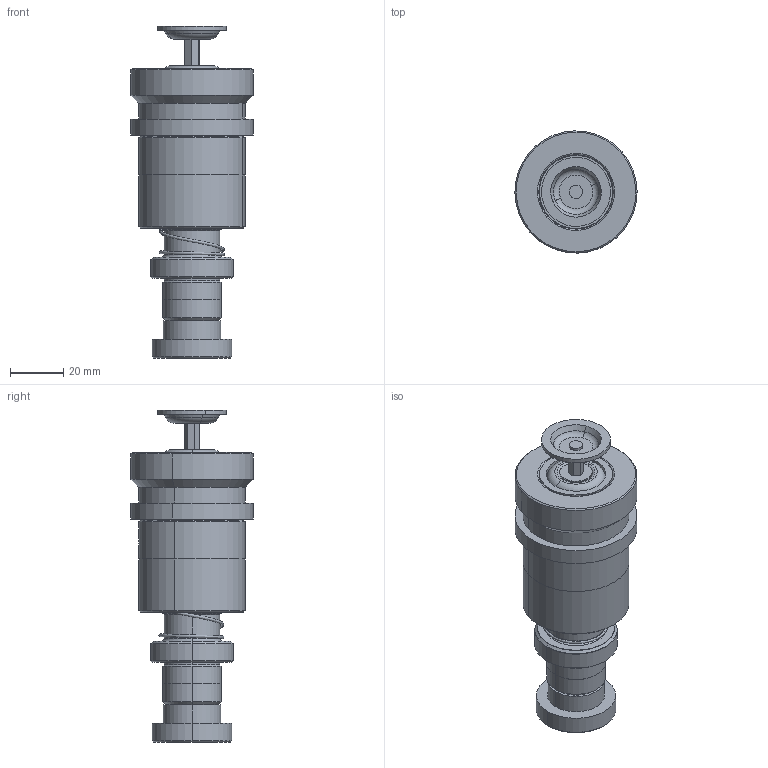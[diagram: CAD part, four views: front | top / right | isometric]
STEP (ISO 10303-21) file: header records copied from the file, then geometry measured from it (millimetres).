
FILE_DESCRIPTION (( 'STEP AP214' ), '1' );
FILE_NAME ('RTSH (RTJH)-D22-L80(BL-60).STEP', '2021-09-08T08:08:33', ( '' ), ( '' ), 'SwSTEP 2.0', 'SolidWorks 2016', '' );
FILE_SCHEMA (( 'AUTOMOTIVE_DESIGN' ));
Length unit declared in the file: millimetre
Products named in the file (251): BALL-D3; RTSH (RTJH)-D22-L80(BL-60); DRPM蹟簽D22; HWP-D24.5-d22.5-L40; TRB22-35-25; GTM-3-縐种; BSH-D27.5-22.5-L60郪蚾; GTM-M10蹟簽; GTM-26; TRPM-D22-L80; BSH-27.5-22.5-L60; GTM-26郪蚾
Assembly tree (243 placements, depth 3):
  BALL-D3
  BALL-D3
  RTSH (RTJH)-D22-L80(BL-60)
    HWP-D24.5-d22.5-L40
    GTM-26郪蚾
      GTM-M10蹟簽
    BSH-D27.5-22.5-L60郪蚾
      BSH-27.5-22.5-L60
  BALL-D3
  BALL-D3
Bounding box: 45.99 x 45.99 x 125 mm (x, y, z)
Volume: 98679.9 mm3; surface area: 53360.8 mm2
Topology: 236 solids, 236 shells, 1120 faces, 4637 edges, 3077 vertices
Faces by surface type: sphere 912, cylinder 72, plane 53, cone 40, torus 22, bspline 21
Entity records: 48478 total; most frequent: CARTESIAN_POINT 26906, ORIENTED_EDGE 3768, DIRECTION 3311, EDGE_CURVE 1884, AXIS2_PLACEMENT_3D 1561, VERTEX_POINT 1233, EDGE_LOOP 1129, B_SPLINE_CURVE_WITH_KNOTS 1004
